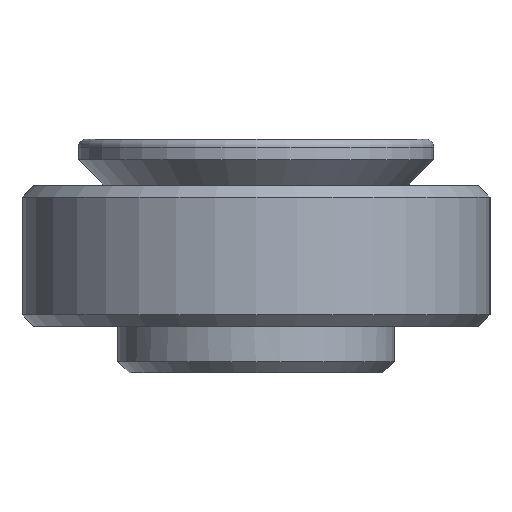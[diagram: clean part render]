
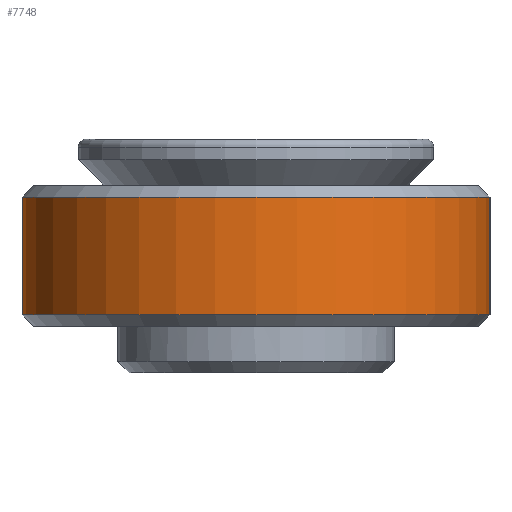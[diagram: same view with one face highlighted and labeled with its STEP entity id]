
A CAD part, left-side view. The second image highlights one B-rep face of the part: STEP entity #7748.
In plain terms, the highlighted cylindrical face has radius 15.875 mm (diameter 31.75 mm), a partial arc.
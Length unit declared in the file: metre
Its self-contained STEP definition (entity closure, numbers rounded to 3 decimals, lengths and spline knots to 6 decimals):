
#1046=LINE('',#12855,#1430);
#1049=LINE('',#12865,#1433);
#1430=VECTOR('',#9653,1.);
#1433=VECTOR('',#9664,1.);
#1661=CYLINDRICAL_SURFACE('',#8458,0.015875);
#2440=ORIENTED_EDGE('',*,*,#4784,.F.);
#2441=ORIENTED_EDGE('',*,*,#4792,.T.);
#2442=ORIENTED_EDGE('',*,*,#4789,.T.);
#2443=ORIENTED_EDGE('',*,*,#4793,.T.);
#4784=EDGE_CURVE('',#5919,#5920,#1046,.T.);
#4789=EDGE_CURVE('',#5923,#5924,#1049,.T.);
#4792=EDGE_CURVE('',#5919,#5923,#6379,.F.);
#4793=EDGE_CURVE('',#5924,#5920,#6380,.T.);
#5919=VERTEX_POINT('',#12854);
#5920=VERTEX_POINT('',#12856);
#5923=VERTEX_POINT('',#12866);
#5924=VERTEX_POINT('',#12867);
#6379=CIRCLE('',#8459,0.015875);
#6380=CIRCLE('',#8460,0.015875);
#6611=EDGE_LOOP('',(#2440,#2441,#2442,#2443));
#7134=FACE_BOUND('',#6611,.T.);
#7748=ADVANCED_FACE('',(#7134),#1661,.T.);
#8458=AXIS2_PLACEMENT_3D('',#12870,#9667,#9668);
#8459=AXIS2_PLACEMENT_3D('',#12871,#9669,#9670);
#8460=AXIS2_PLACEMENT_3D('',#12872,#9671,#9672);
#9653=DIRECTION('',(0.,0.,-1.));
#9664=DIRECTION('',(0.,0.,-1.));
#9667=DIRECTION('',(0.,0.,-1.));
#9668=DIRECTION('',(-1.,0.,0.));
#9669=DIRECTION('',(0.,0.,1.));
#9670=DIRECTION('',(1.,0.,0.));
#9671=DIRECTION('',(0.,0.,1.));
#9672=DIRECTION('',(1.,0.,0.));
#12854=CARTESIAN_POINT('',(0.,-0.015875,0.008763));
#12855=CARTESIAN_POINT('',(0.,-0.015875,0.009525));
#12856=CARTESIAN_POINT('',(0.,-0.015875,0.000762));
#12865=CARTESIAN_POINT('',(0.,0.015875,0.009525));
#12866=CARTESIAN_POINT('',(0.,0.015875,0.008763));
#12867=CARTESIAN_POINT('',(0.,0.015875,0.000762));
#12870=CARTESIAN_POINT('',(0.,0.,0.009525));
#12871=CARTESIAN_POINT('',(0.,0.,0.008763));
#12872=CARTESIAN_POINT('',(0.,0.,0.000762));
